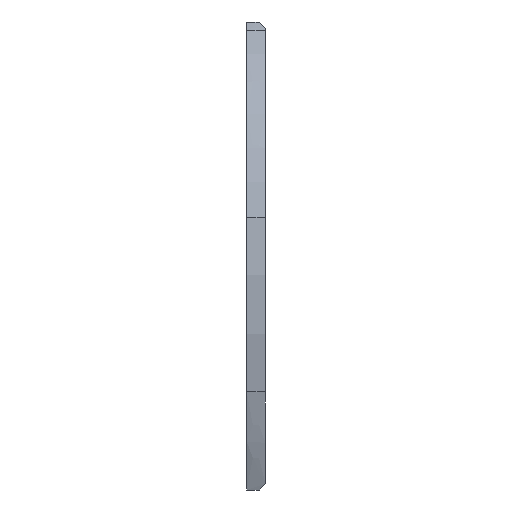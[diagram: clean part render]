
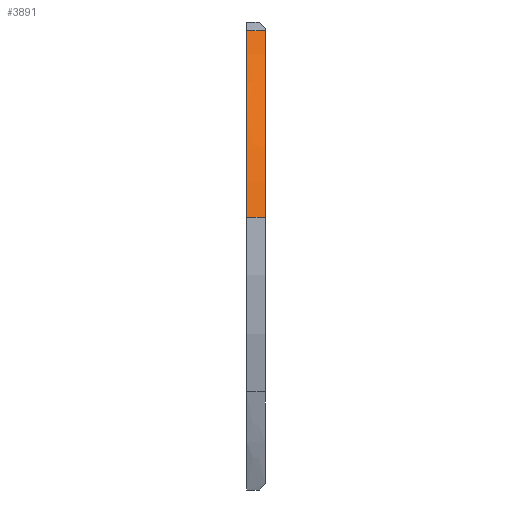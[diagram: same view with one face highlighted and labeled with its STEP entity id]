
A CAD part, left-side view. The second image highlights one B-rep face of the part: STEP entity #3891.
In plain terms, the highlighted face is a extrusion surface.
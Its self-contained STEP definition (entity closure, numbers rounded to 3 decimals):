
#24 = VERTEX_POINT('',#25);
#25 = CARTESIAN_POINT('',(13.151,-4.5,7.224));
#33 = SURFACE_OF_LINEAR_EXTRUSION('',#34,#39);
#34 = B_SPLINE_CURVE_WITH_KNOTS('',3,(#35,#36,#37,#38),.UNSPECIFIED.,.F.
  ,.F.,(4,4),(0.,1.),.PIECEWISE_BEZIER_KNOTS.);
#35 = CARTESIAN_POINT('',(16.451,-4.5,8.4));
#36 = CARTESIAN_POINT('',(15.277,-4.5,8.299));
#37 = CARTESIAN_POINT('',(14.105,-4.5,7.938));
#38 = CARTESIAN_POINT('',(13.151,-4.5,7.224));
#39 = VECTOR('',#40,1.);
#40 = DIRECTION('',(0.,-1.,0.));
#48 = PLANE('',#49);
#49 = AXIS2_PLACEMENT_3D('',#50,#51,#52);
#50 = CARTESIAN_POINT('',(17.698,-4.5,-0.433));
#51 = DIRECTION('',(0.,1.,0.));
#52 = DIRECTION('',(0.,0.,1.));
#133 = VERTEX_POINT('',#134);
#134 = CARTESIAN_POINT('',(13.151,-3.9,7.224));
#149 = PLANE('',#150);
#150 = AXIS2_PLACEMENT_3D('',#151,#152,#153);
#151 = CARTESIAN_POINT('',(17.698,-3.9,-0.433));
#152 = DIRECTION('',(0.,1.,0.));
#153 = DIRECTION('',(0.,0.,1.));
#162 = EDGE_CURVE('',#24,#133,#163,.T.);
#163 = SURFACE_CURVE('',#164,(#168,#175),.PCURVE_S1.);
#164 = LINE('',#165,#166);
#165 = CARTESIAN_POINT('',(13.151,-4.5,7.224));
#166 = VECTOR('',#167,1.);
#167 = DIRECTION('',(0.,1.,0.));
#168 = PCURVE('',#33,#169);
#169 = DEFINITIONAL_REPRESENTATION('',(#170),#174);
#170 = LINE('',#171,#172);
#171 = CARTESIAN_POINT('',(1.,0.));
#172 = VECTOR('',#173,1.);
#173 = DIRECTION('',(0.,-1.));
#174 = ( GEOMETRIC_REPRESENTATION_CONTEXT(2) 
PARAMETRIC_REPRESENTATION_CONTEXT() REPRESENTATION_CONTEXT('2D SPACE',''
  ) );
#175 = PCURVE('',#176,#184);
#176 = SURFACE_OF_LINEAR_EXTRUSION('',#177,#182);
#177 = B_SPLINE_CURVE_WITH_KNOTS('',3,(#178,#179,#180,#181),
  .UNSPECIFIED.,.F.,.F.,(4,4),(0.,1.),.PIECEWISE_BEZIER_KNOTS.);
#178 = CARTESIAN_POINT('',(13.151,-4.5,7.224));
#179 = CARTESIAN_POINT('',(11.105,-4.5,5.884));
#180 = CARTESIAN_POINT('',(9.852,-4.5,3.597));
#181 = CARTESIAN_POINT('',(9.35,-4.5,1.249));
#182 = VECTOR('',#183,1.);
#183 = DIRECTION('',(0.,-1.,0.));
#184 = DEFINITIONAL_REPRESENTATION('',(#185),#189);
#185 = LINE('',#186,#187);
#186 = CARTESIAN_POINT('',(0.,0.));
#187 = VECTOR('',#188,1.);
#188 = DIRECTION('',(0.,-1.));
#189 = ( GEOMETRIC_REPRESENTATION_CONTEXT(2) 
PARAMETRIC_REPRESENTATION_CONTEXT() REPRESENTATION_CONTEXT('2D SPACE',''
  ) );
#610 = VERTEX_POINT('',#611);
#611 = CARTESIAN_POINT('',(9.35,-4.5,1.249));
#627 = SURFACE_OF_LINEAR_EXTRUSION('',#628,#633);
#628 = B_SPLINE_CURVE_WITH_KNOTS('',3,(#629,#630,#631,#632),
  .UNSPECIFIED.,.F.,.F.,(4,4),(0.,1.),.PIECEWISE_BEZIER_KNOTS.);
#629 = CARTESIAN_POINT('',(9.35,-4.5,1.249));
#630 = CARTESIAN_POINT('',(9.018,-4.5,-0.594));
#631 = CARTESIAN_POINT('',(9.055,-4.5,-2.519));
#632 = CARTESIAN_POINT('',(9.425,-4.5,-4.352));
#633 = VECTOR('',#634,1.);
#634 = DIRECTION('',(0.,-1.,0.));
#642 = EDGE_CURVE('',#24,#610,#643,.T.);
#643 = SURFACE_CURVE('',#644,(#649,#657),.PCURVE_S1.);
#644 = B_SPLINE_CURVE_WITH_KNOTS('',3,(#645,#646,#647,#648),
  .UNSPECIFIED.,.F.,.F.,(4,4),(0.,1.),.PIECEWISE_BEZIER_KNOTS.);
#645 = CARTESIAN_POINT('',(13.151,-4.5,7.224));
#646 = CARTESIAN_POINT('',(11.105,-4.5,5.884));
#647 = CARTESIAN_POINT('',(9.852,-4.5,3.597));
#648 = CARTESIAN_POINT('',(9.35,-4.5,1.249));
#649 = PCURVE('',#48,#650);
#650 = DEFINITIONAL_REPRESENTATION('',(#651),#656);
#651 = B_SPLINE_CURVE_WITH_KNOTS('',3,(#652,#653,#654,#655),
  .UNSPECIFIED.,.F.,.F.,(4,4),(0.,1.),.PIECEWISE_BEZIER_KNOTS.);
#652 = CARTESIAN_POINT('',(7.657,-4.547));
#653 = CARTESIAN_POINT('',(6.318,-6.592));
#654 = CARTESIAN_POINT('',(4.03,-7.846));
#655 = CARTESIAN_POINT('',(1.682,-8.347));
#656 = ( GEOMETRIC_REPRESENTATION_CONTEXT(2) 
PARAMETRIC_REPRESENTATION_CONTEXT() REPRESENTATION_CONTEXT('2D SPACE',''
  ) );
#657 = PCURVE('',#176,#658);
#658 = DEFINITIONAL_REPRESENTATION('',(#659),#663);
#659 = LINE('',#660,#661);
#660 = CARTESIAN_POINT('',(0.,0.));
#661 = VECTOR('',#662,1.);
#662 = DIRECTION('',(1.,0.));
#663 = ( GEOMETRIC_REPRESENTATION_CONTEXT(2) 
PARAMETRIC_REPRESENTATION_CONTEXT() REPRESENTATION_CONTEXT('2D SPACE',''
  ) );
#3891 = ADVANCED_FACE('',(#3892),#176,.T.);
#3892 = FACE_BOUND('',#3893,.T.);
#3893 = EDGE_LOOP('',(#3894,#3895,#3920,#3941));
#3894 = ORIENTED_EDGE('',*,*,#162,.T.);
#3895 = ORIENTED_EDGE('',*,*,#3896,.T.);
#3896 = EDGE_CURVE('',#133,#3897,#3899,.T.);
#3897 = VERTEX_POINT('',#3898);
#3898 = CARTESIAN_POINT('',(9.35,-3.9,1.249));
#3899 = SURFACE_CURVE('',#3900,(#3905,#3912),.PCURVE_S1.);
#3900 = B_SPLINE_CURVE_WITH_KNOTS('',3,(#3901,#3902,#3903,#3904),
  .UNSPECIFIED.,.F.,.F.,(4,4),(0.,1.),.PIECEWISE_BEZIER_KNOTS.);
#3901 = CARTESIAN_POINT('',(13.151,-3.9,7.224));
#3902 = CARTESIAN_POINT('',(11.105,-3.9,5.884));
#3903 = CARTESIAN_POINT('',(9.852,-3.9,3.597));
#3904 = CARTESIAN_POINT('',(9.35,-3.9,1.249));
#3905 = PCURVE('',#176,#3906);
#3906 = DEFINITIONAL_REPRESENTATION('',(#3907),#3911);
#3907 = LINE('',#3908,#3909);
#3908 = CARTESIAN_POINT('',(0.,-0.6));
#3909 = VECTOR('',#3910,1.);
#3910 = DIRECTION('',(1.,0.));
#3911 = ( GEOMETRIC_REPRESENTATION_CONTEXT(2) 
PARAMETRIC_REPRESENTATION_CONTEXT() REPRESENTATION_CONTEXT('2D SPACE',''
  ) );
#3912 = PCURVE('',#149,#3913);
#3913 = DEFINITIONAL_REPRESENTATION('',(#3914),#3919);
#3914 = B_SPLINE_CURVE_WITH_KNOTS('',3,(#3915,#3916,#3917,#3918),
  .UNSPECIFIED.,.F.,.F.,(4,4),(0.,1.),.PIECEWISE_BEZIER_KNOTS.);
#3915 = CARTESIAN_POINT('',(7.657,-4.547));
#3916 = CARTESIAN_POINT('',(6.318,-6.592));
#3917 = CARTESIAN_POINT('',(4.03,-7.846));
#3918 = CARTESIAN_POINT('',(1.682,-8.347));
#3919 = ( GEOMETRIC_REPRESENTATION_CONTEXT(2) 
PARAMETRIC_REPRESENTATION_CONTEXT() REPRESENTATION_CONTEXT('2D SPACE',''
  ) );
#3920 = ORIENTED_EDGE('',*,*,#3921,.F.);
#3921 = EDGE_CURVE('',#610,#3897,#3922,.T.);
#3922 = SURFACE_CURVE('',#3923,(#3927,#3934),.PCURVE_S1.);
#3923 = LINE('',#3924,#3925);
#3924 = CARTESIAN_POINT('',(9.35,-4.5,1.249));
#3925 = VECTOR('',#3926,1.);
#3926 = DIRECTION('',(0.,1.,0.));
#3927 = PCURVE('',#176,#3928);
#3928 = DEFINITIONAL_REPRESENTATION('',(#3929),#3933);
#3929 = LINE('',#3930,#3931);
#3930 = CARTESIAN_POINT('',(1.,0.));
#3931 = VECTOR('',#3932,1.);
#3932 = DIRECTION('',(0.,-1.));
#3933 = ( GEOMETRIC_REPRESENTATION_CONTEXT(2) 
PARAMETRIC_REPRESENTATION_CONTEXT() REPRESENTATION_CONTEXT('2D SPACE',''
  ) );
#3934 = PCURVE('',#627,#3935);
#3935 = DEFINITIONAL_REPRESENTATION('',(#3936),#3940);
#3936 = LINE('',#3937,#3938);
#3937 = CARTESIAN_POINT('',(0.,0.));
#3938 = VECTOR('',#3939,1.);
#3939 = DIRECTION('',(0.,-1.));
#3940 = ( GEOMETRIC_REPRESENTATION_CONTEXT(2) 
PARAMETRIC_REPRESENTATION_CONTEXT() REPRESENTATION_CONTEXT('2D SPACE',''
  ) );
#3941 = ORIENTED_EDGE('',*,*,#642,.F.);
